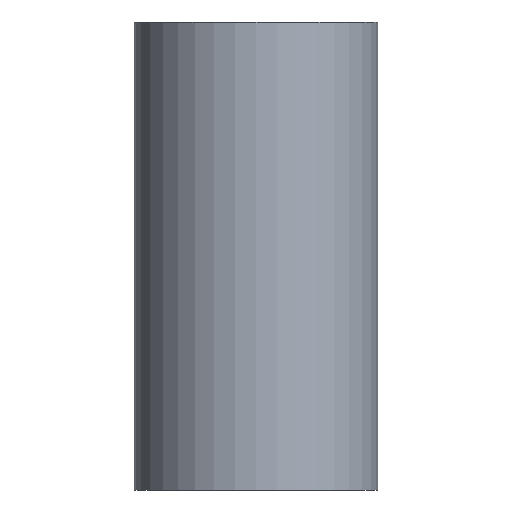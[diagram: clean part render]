
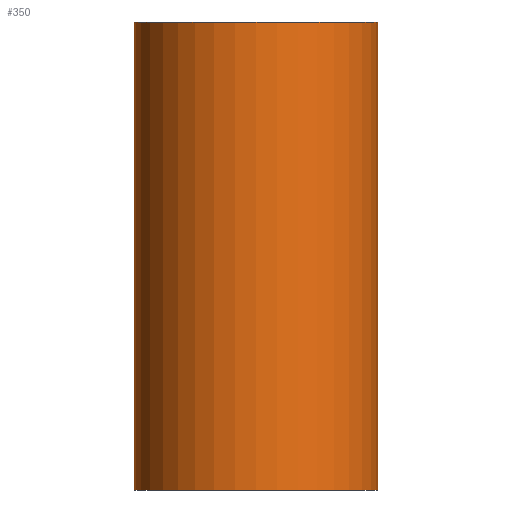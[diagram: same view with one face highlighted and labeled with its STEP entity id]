
A CAD part, front view. The second image highlights one B-rep face of the part: STEP entity #350.
In plain terms, the highlighted cylindrical face has radius 37.5 mm (diameter 75 mm), a full revolution.
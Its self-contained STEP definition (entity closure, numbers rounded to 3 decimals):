
#23=ELLIPSE('',#394,53.033,37.5);
#24=ELLIPSE('',#395,53.033,37.5);
#59=CYLINDRICAL_SURFACE('',#396,37.5);
#78=FACE_BOUND('',#141,.T.);
#79=FACE_BOUND('',#142,.T.);
#98=FACE_OUTER_BOUND('',#140,.T.);
#140=EDGE_LOOP('',(#282));
#141=EDGE_LOOP('',(#283,#284));
#142=EDGE_LOOP('',(#285));
#159=CIRCLE('',#370,37.5);
#167=CIRCLE('',#384,37.5);
#178=VERTEX_POINT('',#499);
#186=VERTEX_POINT('',#521);
#191=VERTEX_POINT('',#602);
#192=VERTEX_POINT('',#603);
#212=EDGE_CURVE('',#178,#178,#159,.T.);
#220=EDGE_CURVE('',#186,#186,#167,.T.);
#225=EDGE_CURVE('',#191,#192,#23,.T.);
#226=EDGE_CURVE('',#192,#191,#24,.T.);
#282=ORIENTED_EDGE('',*,*,#212,.F.);
#283=ORIENTED_EDGE('',*,*,#226,.T.);
#284=ORIENTED_EDGE('',*,*,#225,.T.);
#285=ORIENTED_EDGE('',*,*,#220,.F.);
#350=ADVANCED_FACE('',(#98,#78,#79),#59,.T.);
#370=AXIS2_PLACEMENT_3D('',#500,#419,#420);
#384=AXIS2_PLACEMENT_3D('',#522,#447,#448);
#394=AXIS2_PLACEMENT_3D('',#604,#467,#468);
#395=AXIS2_PLACEMENT_3D('',#605,#469,#470);
#396=AXIS2_PLACEMENT_3D('',#606,#471,#472);
#419=DIRECTION('center_axis',(0.,0.,-1.));
#420=DIRECTION('ref_axis',(-1.,0.,0.));
#447=DIRECTION('center_axis',(0.,0.,1.));
#448=DIRECTION('ref_axis',(-1.,0.,0.));
#467=DIRECTION('center_axis',(0.,-0.707,-0.707));
#468=DIRECTION('ref_axis',(0.,0.707,-0.707));
#469=DIRECTION('center_axis',(0.,-0.707,0.707));
#470=DIRECTION('ref_axis',(0.,-0.707,-0.707));
#471=DIRECTION('center_axis',(0.,0.,1.));
#472=DIRECTION('ref_axis',(-1.,0.,0.));
#499=CARTESIAN_POINT('',(37.5,0.,-72.));
#500=CARTESIAN_POINT('Origin',(0.,0.,-72.));
#521=CARTESIAN_POINT('',(37.5,0.,72.));
#522=CARTESIAN_POINT('Origin',(0.,0.,72.));
#602=CARTESIAN_POINT('',(-37.5,0.,0.));
#603=CARTESIAN_POINT('',(37.5,0.,0.));
#604=CARTESIAN_POINT('Origin',(0.,0.,0.));
#605=CARTESIAN_POINT('Origin',(0.,0.,0.));
#606=CARTESIAN_POINT('Origin',(0.,0.,0.));
